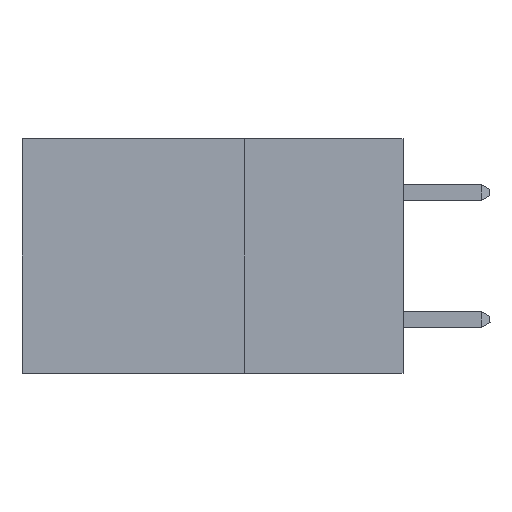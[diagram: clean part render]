
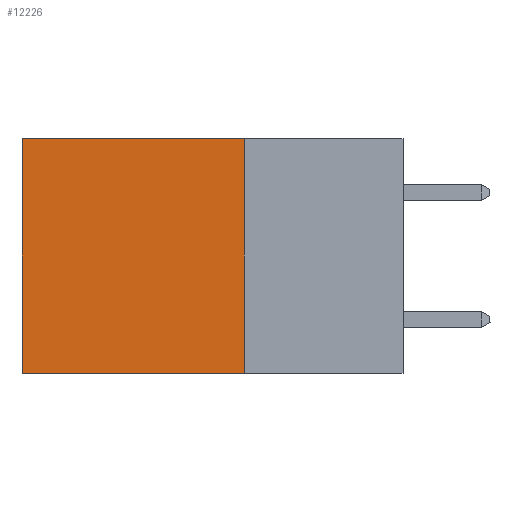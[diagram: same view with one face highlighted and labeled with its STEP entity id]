
A CAD part, left-side view. The second image highlights one B-rep face of the part: STEP entity #12226.
In plain terms, the highlighted planar face has unit normal (-1, 0, 0).
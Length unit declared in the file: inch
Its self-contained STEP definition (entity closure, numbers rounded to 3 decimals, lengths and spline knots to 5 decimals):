
#319 = DIRECTION ( 'NONE',  ( 0., 1., 0. ) ) ;
#799 = AXIS2_PLACEMENT_3D ( 'NONE', #15677, #10310, #14788 ) ;
#882 = CARTESIAN_POINT ( 'NONE',  ( 0.2875, 0.6, 0. ) ) ;
#1161 = EDGE_CURVE ( 'NONE', #3397, #16558, #11806, .T. ) ;
#1675 = ORIENTED_EDGE ( 'NONE', *, *, #12244, .F. ) ;
#1946 = VECTOR ( 'NONE', #11211, 39.37008 ) ;
#3169 = CARTESIAN_POINT ( 'NONE',  ( 0.2875, 0.25, 0. ) ) ;
#3397 = VERTEX_POINT ( 'NONE', #3169 ) ;
#3562 = ORIENTED_EDGE ( 'NONE', *, *, #1161, .T. ) ;
#4477 = EDGE_LOOP ( 'NONE', ( #16299, #1675, #12869, #3562 ) ) ;
#4562 = CARTESIAN_POINT ( 'NONE',  ( 0.2875, 0.6, -0.37 ) ) ;
#4767 = EDGE_CURVE ( 'NONE', #3397, #11621, #13246, .T. ) ;
#5765 = LINE ( 'NONE', #11741, #18080 ) ;
#6659 = DIRECTION ( 'NONE',  ( 0., 0., -1. ) ) ;
#8895 = CARTESIAN_POINT ( 'NONE',  ( 0.2875, 0.6, 0. ) ) ;
#9293 = CARTESIAN_POINT ( 'NONE',  ( 0.2875, 0.25, 0. ) ) ;
#10310 = DIRECTION ( 'NONE',  ( 1., 0., 0. ) ) ;
#10894 = LINE ( 'NONE', #882, #18037 ) ;
#10930 = FACE_OUTER_BOUND ( 'NONE', #4477, .T. ) ;
#11211 = DIRECTION ( 'NONE',  ( 0., 1., 0. ) ) ;
#11621 = VERTEX_POINT ( 'NONE', #15330 ) ;
#11741 = CARTESIAN_POINT ( 'NONE',  ( 0.2875, 0.25, -0.37 ) ) ;
#11806 = LINE ( 'NONE', #9293, #1946 ) ;
#12226 = ADVANCED_FACE ( 'NONE', ( #10930 ), #12976, .F. ) ;
#12244 = EDGE_CURVE ( 'NONE', #11621, #14785, #5765, .T. ) ;
#12374 = VECTOR ( 'NONE', #15815, 39.37008 ) ;
#12869 = ORIENTED_EDGE ( 'NONE', *, *, #4767, .F. ) ;
#12976 = PLANE ( 'NONE',  #799 ) ;
#13246 = LINE ( 'NONE', #15937, #12374 ) ;
#14543 = EDGE_CURVE ( 'NONE', #16558, #14785, #10894, .T. ) ;
#14785 = VERTEX_POINT ( 'NONE', #4562 ) ;
#14788 = DIRECTION ( 'NONE',  ( 0., 0., -1. ) ) ;
#15330 = CARTESIAN_POINT ( 'NONE',  ( 0.2875, 0.25, -0.37 ) ) ;
#15677 = CARTESIAN_POINT ( 'NONE',  ( 0.2875, 0.25, 0. ) ) ;
#15815 = DIRECTION ( 'NONE',  ( 0., 0., -1. ) ) ;
#15937 = CARTESIAN_POINT ( 'NONE',  ( 0.2875, 0.25, 0. ) ) ;
#16299 = ORIENTED_EDGE ( 'NONE', *, *, #14543, .T. ) ;
#16558 = VERTEX_POINT ( 'NONE', #8895 ) ;
#18037 = VECTOR ( 'NONE', #6659, 39.37008 ) ;
#18080 = VECTOR ( 'NONE', #319, 39.37008 ) ;
